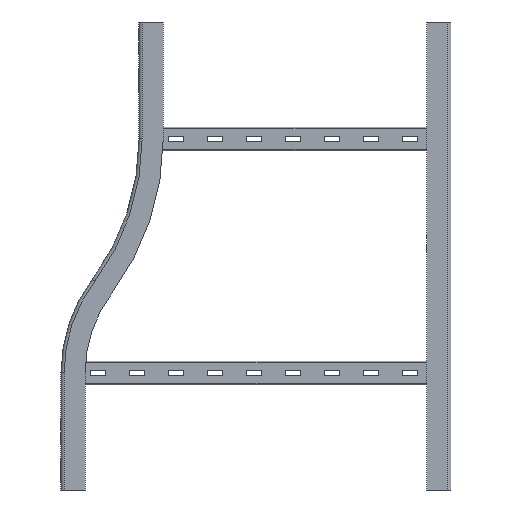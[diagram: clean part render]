
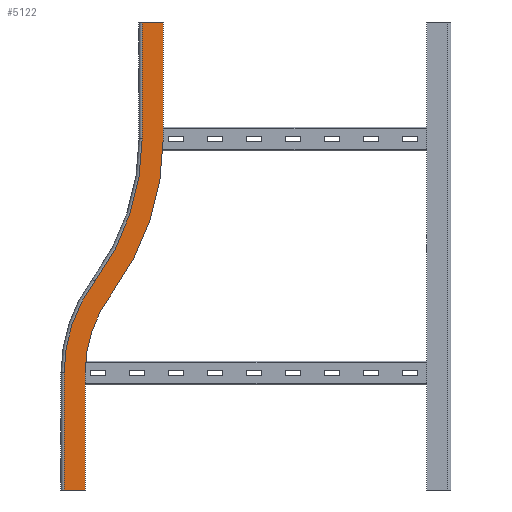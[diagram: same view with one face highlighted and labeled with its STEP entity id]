
A CAD part, front view. The second image highlights one B-rep face of the part: STEP entity #5122.
In plain terms, the highlighted planar face has unit normal (0, -1, 0).
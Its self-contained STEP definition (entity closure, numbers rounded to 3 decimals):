
#144=CIRCLE('',#5489,196.);
#145=CIRCLE('',#5491,169.);
#166=CIRCLE('',#5522,304.);
#167=CIRCLE('',#5524,331.);
#350=FACE_OUTER_BOUND('',#653,.T.);
#653=EDGE_LOOP('',(#3740,#3741,#3742,#3743,#3744,#3745,#3746,#3747,#3748,
#3749));
#1002=LINE('',#7459,#1627);
#1004=LINE('',#7465,#1629);
#1025=LINE('',#7601,#1650);
#1077=LINE('',#7713,#1702);
#1078=LINE('',#7715,#1703);
#1079=LINE('',#7716,#1704);
#1627=VECTOR('',#5995,10.);
#1629=VECTOR('',#5999,10.);
#1650=VECTOR('',#6168,10.);
#1702=VECTOR('',#6280,10.);
#1703=VECTOR('',#6281,10.);
#1704=VECTOR('',#6282,10.);
#2231=VERTEX_POINT('',#7455);
#2232=VERTEX_POINT('',#7457);
#2234=VERTEX_POINT('',#7462);
#2235=VERTEX_POINT('',#7464);
#2254=VERTEX_POINT('',#7521);
#2256=VERTEX_POINT('',#7526);
#2270=VERTEX_POINT('',#7575);
#2272=VERTEX_POINT('',#7580);
#2306=VERTEX_POINT('',#7709);
#2307=VERTEX_POINT('',#7714);
#2708=EDGE_CURVE('',#2231,#2232,#1002,.T.);
#2710=EDGE_CURVE('',#2234,#2235,#1004,.T.);
#2739=EDGE_CURVE('',#2254,#2231,#144,.T.);
#2741=EDGE_CURVE('',#2256,#2234,#145,.T.);
#2766=EDGE_CURVE('',#2270,#2254,#166,.T.);
#2768=EDGE_CURVE('',#2272,#2256,#167,.T.);
#2779=EDGE_CURVE('',#2235,#2232,#1025,.T.);
#2837=EDGE_CURVE('',#2270,#2306,#1077,.T.);
#2838=EDGE_CURVE('',#2307,#2272,#1078,.T.);
#2839=EDGE_CURVE('',#2306,#2307,#1079,.T.);
#3740=ORIENTED_EDGE('',*,*,#2837,.F.);
#3741=ORIENTED_EDGE('',*,*,#2766,.T.);
#3742=ORIENTED_EDGE('',*,*,#2739,.T.);
#3743=ORIENTED_EDGE('',*,*,#2708,.T.);
#3744=ORIENTED_EDGE('',*,*,#2779,.F.);
#3745=ORIENTED_EDGE('',*,*,#2710,.F.);
#3746=ORIENTED_EDGE('',*,*,#2741,.F.);
#3747=ORIENTED_EDGE('',*,*,#2768,.F.);
#3748=ORIENTED_EDGE('',*,*,#2838,.F.);
#3749=ORIENTED_EDGE('',*,*,#2839,.F.);
#4854=PLANE('',#5565);
#5122=ADVANCED_FACE('',(#350),#4854,.F.);
#5489=AXIS2_PLACEMENT_3D('',#7523,#6065,#6066);
#5491=AXIS2_PLACEMENT_3D('',#7528,#6070,#6071);
#5522=AXIS2_PLACEMENT_3D('',#7577,#6136,#6137);
#5524=AXIS2_PLACEMENT_3D('',#7582,#6141,#6142);
#5565=AXIS2_PLACEMENT_3D('',#7712,#6278,#6279);
#5995=DIRECTION('',(0.,0.,-1.));
#5999=DIRECTION('',(0.,0.,-1.));
#6065=DIRECTION('center_axis',(0.,-1.,0.));
#6066=DIRECTION('ref_axis',(-0.8,0.,0.6));
#6070=DIRECTION('center_axis',(0.,-1.,0.));
#6071=DIRECTION('ref_axis',(-0.8,0.,0.6));
#6136=DIRECTION('center_axis',(0.,1.,0.));
#6137=DIRECTION('ref_axis',(1.,0.,0.));
#6141=DIRECTION('center_axis',(0.,1.,0.));
#6142=DIRECTION('ref_axis',(1.,0.,0.));
#6168=DIRECTION('',(-1.,0.,0.));
#6278=DIRECTION('center_axis',(0.,1.,0.));
#6279=DIRECTION('ref_axis',(0.,0.,1.));
#6280=DIRECTION('',(0.,0.,1.));
#6281=DIRECTION('',(0.,0.,-1.));
#6282=DIRECTION('',(1.,0.,0.));
#7455=CARTESIAN_POINT('',(-127.,0.,-300.));
#7457=CARTESIAN_POINT('',(-127.,0.,-450.));
#7459=CARTESIAN_POINT('',(-127.,0.,-300.));
#7462=CARTESIAN_POINT('',(-100.,0.,-300.));
#7464=CARTESIAN_POINT('',(-100.,0.,-450.));
#7465=CARTESIAN_POINT('',(-100.,0.,-300.));
#7521=CARTESIAN_POINT('',(-87.8,0.,-182.4));
#7523=CARTESIAN_POINT('Origin',(69.,0.,-300.));
#7526=CARTESIAN_POINT('',(-66.2,0.,-198.6));
#7528=CARTESIAN_POINT('Origin',(69.,0.,-300.));
#7575=CARTESIAN_POINT('',(-27.,0.,0.));
#7577=CARTESIAN_POINT('Origin',(-331.,0.,0.));
#7580=CARTESIAN_POINT('',(0.,0.,0.));
#7582=CARTESIAN_POINT('Origin',(-331.,0.,0.));
#7601=CARTESIAN_POINT('',(-100.,0.,-450.));
#7709=CARTESIAN_POINT('',(-27.,0.,150.));
#7712=CARTESIAN_POINT('Origin',(-60.786,0.,
75.));
#7713=CARTESIAN_POINT('',(-27.,0.,75.));
#7714=CARTESIAN_POINT('',(0.,0.,150.));
#7715=CARTESIAN_POINT('',(0.,0.,0.));
#7716=CARTESIAN_POINT('',(0.,0.,150.));
